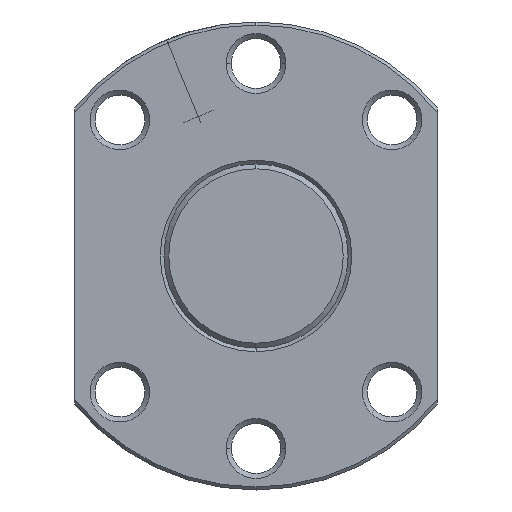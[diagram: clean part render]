
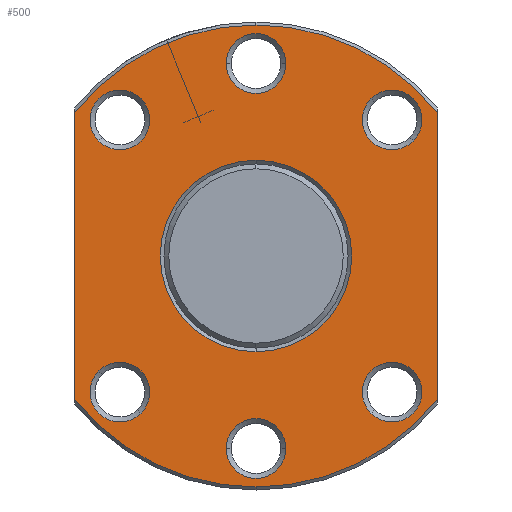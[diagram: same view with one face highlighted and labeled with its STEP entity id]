
A CAD part, left-side view. The second image highlights one B-rep face of the part: STEP entity #500.
In plain terms, the highlighted planar face has unit normal (-1, 0, 0).
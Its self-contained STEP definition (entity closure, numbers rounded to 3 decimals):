
#392=EDGE_CURVE('',#398,#1058,#1126,.T.);
#398=VERTEX_POINT('',#1132);
#406=EDGE_CURVE('',#858,#422,#1140,.T.);
#416=VERTEX_POINT('',#1151);
#422=VERTEX_POINT('',#1158);
#440=EDGE_CURVE('',#656,#634,#1177,.T.);
#452=VERTEX_POINT('',#1189);
#456=EDGE_CURVE('',#682,#498,#1193,.T.);
#498=VERTEX_POINT('',#1243);
#500=ADVANCED_FACE('',(#1245,#1246,#1247,#1248,#1249,#1250,#1251,#1252),#1253,.T.);
#560=EDGE_CURVE('',#848,#800,#1320,.T.);
#578=VERTEX_POINT('',#1339);
#586=VERTEX_POINT('',#1347);
#604=EDGE_CURVE('',#672,#578,#1370,.T.);
#634=VERTEX_POINT('',#1406);
#656=VERTEX_POINT('',#1431);
#672=VERTEX_POINT('',#1450);
#682=VERTEX_POINT('',#1461);
#708=EDGE_CURVE('',#578,#672,#1489,.T.);
#726=EDGE_CURVE('',#416,#452,#1508,.T.);
#736=EDGE_CURVE('',#498,#682,#1520,.T.);
#744=EDGE_CURVE('',#1058,#398,#1529,.T.);
#750=EDGE_CURVE('',#932,#634,#1535,.T.);
#800=VERTEX_POINT('',#1590);
#814=EDGE_CURVE('',#840,#916,#1605,.T.);
#840=VERTEX_POINT('',#1634);
#848=VERTEX_POINT('',#1642);
#858=VERTEX_POINT('',#1653);
#860=EDGE_CURVE('',#936,#1024,#1655,.T.);
#876=EDGE_CURVE('',#586,#656,#1673,.T.);
#882=EDGE_CURVE('',#1024,#936,#1680,.T.);
#916=VERTEX_POINT('',#1724);
#932=VERTEX_POINT('',#1742);
#936=VERTEX_POINT('',#1746);
#946=EDGE_CURVE('',#916,#840,#1756,.T.);
#976=EDGE_CURVE('',#422,#858,#1788,.T.);
#1008=EDGE_CURVE('',#586,#452,#1824,.T.);
#1024=VERTEX_POINT('',#1843);
#1058=VERTEX_POINT('',#1882);
#1064=EDGE_CURVE('',#800,#848,#1888,.T.);
#1102=EDGE_CURVE('',#932,#416,#1930,.T.);
#1126=CIRCLE('',#1947,3.96);
#1132=CARTESIAN_POINT('',(469.5,3.96,-25.5));
#1140=CIRCLE('',#1967,12.688);
#1151=CARTESIAN_POINT('',(469.5,0.,-30.602));
#1158=CARTESIAN_POINT('',(469.5,0.0,12.688));
#1177=CIRCLE('',#2014,30.602);
#1189=CARTESIAN_POINT('',(469.5,24.0,-18.986));
#1193=CIRCLE('',#2036,3.96);
#1243=CARTESIAN_POINT('',(469.5,-3.96,25.5));
#1245=FACE_BOUND('',#2099,.T.);
#1246=FACE_OUTER_BOUND('',#2100,.T.);
#1247=FACE_BOUND('',#2101,.T.);
#1248=FACE_BOUND('',#2102,.T.);
#1249=FACE_BOUND('',#2103,.T.);
#1250=FACE_BOUND('',#2104,.T.);
#1251=FACE_BOUND('',#2105,.T.);
#1252=FACE_BOUND('',#2106,.T.);
#1253=PLANE('',#2107);
#1320=CIRCLE('',#2196,3.96);
#1339=CARTESIAN_POINT('',(469.5,20.831,-15.231));
#1347=CARTESIAN_POINT('',(469.5,24.0,18.986));
#1370=CIRCLE('',#2264,3.96);
#1406=CARTESIAN_POINT('',(469.5,-24.0,18.986));
#1431=CARTESIAN_POINT('',(469.5,0.,30.602));
#1450=CARTESIAN_POINT('',(469.5,15.231,-20.831));
#1461=CARTESIAN_POINT('',(469.5,3.96,25.5));
#1489=CIRCLE('',#2419,3.96);
#1508=CIRCLE('',#2487,30.602);
#1520=CIRCLE('',#2501,3.96);
#1529=CIRCLE('',#2514,3.96);
#1535=LINE('',#2522,#2523);
#1590=CARTESIAN_POINT('',(469.5,-15.231,20.831));
#1605=CIRCLE('',#2631,3.96);
#1634=CARTESIAN_POINT('',(469.5,20.831,15.231));
#1642=CARTESIAN_POINT('',(469.5,-20.831,15.231));
#1653=CARTESIAN_POINT('',(469.5,0.,-12.688));
#1655=CIRCLE('',#2700,3.96);
#1673=CIRCLE('',#2722,30.602);
#1680=CIRCLE('',#2732,3.96);
#1724=CARTESIAN_POINT('',(469.5,15.231,20.831));
#1742=CARTESIAN_POINT('',(469.5,-24.0,-18.986));
#1746=CARTESIAN_POINT('',(469.5,-15.231,-20.831));
#1756=CIRCLE('',#2831,3.96);
#1788=CIRCLE('',#2891,12.688);
#1824=LINE('',#2947,#2948);
#1843=CARTESIAN_POINT('',(469.5,-20.831,-15.231));
#1882=CARTESIAN_POINT('',(469.5,-3.96,-25.5));
#1888=CIRCLE('',#3033,3.96);
#1930=CIRCLE('',#3133,30.602);
#1947=AXIS2_PLACEMENT_3D('',#3143,#3144,#3145);
#1967=AXIS2_PLACEMENT_3D('',#3156,#3157,#3158);
#2014=AXIS2_PLACEMENT_3D('',#3200,#3201,#3202);
#2036=AXIS2_PLACEMENT_3D('',#3213,#3214,#3215);
#2099=EDGE_LOOP('',(#3286,#3287));
#2100=EDGE_LOOP('',(#3288,#3289,#3290,#3291,#3292,#3293));
#2101=EDGE_LOOP('',(#3294,#3295));
#2102=EDGE_LOOP('',(#3296,#3297));
#2103=EDGE_LOOP('',(#3298,#3299));
#2104=EDGE_LOOP('',(#3300,#3301));
#2105=EDGE_LOOP('',(#3302,#3303));
#2106=EDGE_LOOP('',(#3304,#3305));
#2107=AXIS2_PLACEMENT_3D('',#3306,#3307,#3308);
#2196=AXIS2_PLACEMENT_3D('',#3392,#3393,#3394);
#2264=AXIS2_PLACEMENT_3D('',#3451,#3452,#3453);
#2419=AXIS2_PLACEMENT_3D('',#3611,#3612,#3613);
#2487=AXIS2_PLACEMENT_3D('',#3634,#3635,#3636);
#2501=AXIS2_PLACEMENT_3D('',#3660,#3661,#3662);
#2514=AXIS2_PLACEMENT_3D('',#3675,#3676,#3677);
#2522=CARTESIAN_POINT('',(469.5,-24.0,7.651));
#2523=VECTOR('',#3681,1.0);
#2631=AXIS2_PLACEMENT_3D('',#3754,#3755,#3756);
#2700=AXIS2_PLACEMENT_3D('',#3808,#3809,#3810);
#2722=AXIS2_PLACEMENT_3D('',#3829,#3830,#3831);
#2732=AXIS2_PLACEMENT_3D('',#3841,#3842,#3843);
#2831=AXIS2_PLACEMENT_3D('',#3920,#3921,#3922);
#2891=AXIS2_PLACEMENT_3D('',#3950,#3951,#3952);
#2947=CARTESIAN_POINT('',(469.5,24.0,7.651));
#2948=VECTOR('',#3992,1.0);
#3033=AXIS2_PLACEMENT_3D('',#4087,#4088,#4089);
#3133=AXIS2_PLACEMENT_3D('',#4142,#4143,#4144);
#3143=CARTESIAN_POINT('',(469.5,0.0,-25.5));
#3144=DIRECTION('',(1.0,0.0,0.));
#3145=DIRECTION('',(0.0,-1.0,0.0));
#3156=CARTESIAN_POINT('',(469.5,0.0,0.0));
#3157=DIRECTION('',(1.0,0.0,0.));
#3158=DIRECTION('',(0.,0.0,1.0));
#3200=CARTESIAN_POINT('',(469.5,0.0,0.0));
#3201=DIRECTION('',(1.0,0.0,-0.0));
#3202=DIRECTION('',(0.0,0.0,1.0));
#3213=CARTESIAN_POINT('',(469.5,0.0,25.5));
#3214=DIRECTION('',(1.0,-0.0,0.));
#3215=DIRECTION('',(0.0,1.0,0.0));
#3286=ORIENTED_EDGE('',*,*,#976,.T.);
#3287=ORIENTED_EDGE('',*,*,#406,.T.);
#3288=ORIENTED_EDGE('',*,*,#1008,.T.);
#3289=ORIENTED_EDGE('',*,*,#726,.F.);
#3290=ORIENTED_EDGE('',*,*,#1102,.F.);
#3291=ORIENTED_EDGE('',*,*,#750,.T.);
#3292=ORIENTED_EDGE('',*,*,#440,.F.);
#3293=ORIENTED_EDGE('',*,*,#876,.F.);
#3294=ORIENTED_EDGE('',*,*,#882,.T.);
#3295=ORIENTED_EDGE('',*,*,#860,.T.);
#3296=ORIENTED_EDGE('',*,*,#744,.T.);
#3297=ORIENTED_EDGE('',*,*,#392,.T.);
#3298=ORIENTED_EDGE('',*,*,#604,.T.);
#3299=ORIENTED_EDGE('',*,*,#708,.T.);
#3300=ORIENTED_EDGE('',*,*,#814,.T.);
#3301=ORIENTED_EDGE('',*,*,#946,.T.);
#3302=ORIENTED_EDGE('',*,*,#456,.T.);
#3303=ORIENTED_EDGE('',*,*,#736,.T.);
#3304=ORIENTED_EDGE('',*,*,#1064,.T.);
#3305=ORIENTED_EDGE('',*,*,#560,.T.);
#3306=CARTESIAN_POINT('',(469.5,0.0,15.301));
#3307=DIRECTION('',(-1.0,-0.0,0.));
#3308=DIRECTION('',(0.,0.0,-1.0));
#3392=CARTESIAN_POINT('',(469.5,-18.031,18.031));
#3393=DIRECTION('',(1.0,0.0,0.));
#3394=DIRECTION('',(0.,0.707,0.707));
#3451=CARTESIAN_POINT('',(469.5,18.031,-18.031));
#3452=DIRECTION('',(1.0,0.0,0.));
#3453=DIRECTION('',(0.,-0.707,-0.707));
#3611=CARTESIAN_POINT('',(469.5,18.031,-18.031));
#3612=DIRECTION('',(1.0,0.0,0.));
#3613=DIRECTION('',(0.,-0.707,-0.707));
#3634=CARTESIAN_POINT('',(469.5,0.0,0.0));
#3635=DIRECTION('',(1.0,0.0,-0.0));
#3636=DIRECTION('',(0.0,0.0,1.0));
#3660=CARTESIAN_POINT('',(469.5,0.0,25.5));
#3661=DIRECTION('',(1.0,-0.0,0.));
#3662=DIRECTION('',(0.0,1.0,0.0));
#3675=CARTESIAN_POINT('',(469.5,0.0,-25.5));
#3676=DIRECTION('',(1.0,0.0,0.));
#3677=DIRECTION('',(0.0,-1.0,0.0));
#3681=DIRECTION('',(0.,0.0,1.0));
#3754=CARTESIAN_POINT('',(469.5,18.031,18.031));
#3755=DIRECTION('',(1.0,0.0,0.));
#3756=DIRECTION('',(0.,0.707,-0.707));
#3808=CARTESIAN_POINT('',(469.5,-18.031,-18.031));
#3809=DIRECTION('',(1.0,0.0,0.));
#3810=DIRECTION('',(0.,-0.707,0.707));
#3829=CARTESIAN_POINT('',(469.5,0.0,0.0));
#3830=DIRECTION('',(1.0,0.0,-0.0));
#3831=DIRECTION('',(0.0,0.0,1.0));
#3841=CARTESIAN_POINT('',(469.5,-18.031,-18.031));
#3842=DIRECTION('',(1.0,0.0,0.));
#3843=DIRECTION('',(0.,-0.707,0.707));
#3920=CARTESIAN_POINT('',(469.5,18.031,18.031));
#3921=DIRECTION('',(1.0,0.0,0.));
#3922=DIRECTION('',(0.,0.707,-0.707));
#3950=CARTESIAN_POINT('',(469.5,0.0,0.0));
#3951=DIRECTION('',(1.0,0.0,0.));
#3952=DIRECTION('',(0.,0.0,1.0));
#3992=DIRECTION('',(0.,0.0,-1.0));
#4087=CARTESIAN_POINT('',(469.5,-18.031,18.031));
#4088=DIRECTION('',(1.0,0.0,0.));
#4089=DIRECTION('',(0.,0.707,0.707));
#4142=CARTESIAN_POINT('',(469.5,0.0,0.0));
#4143=DIRECTION('',(1.0,0.0,-0.0));
#4144=DIRECTION('',(0.0,0.0,1.0));
